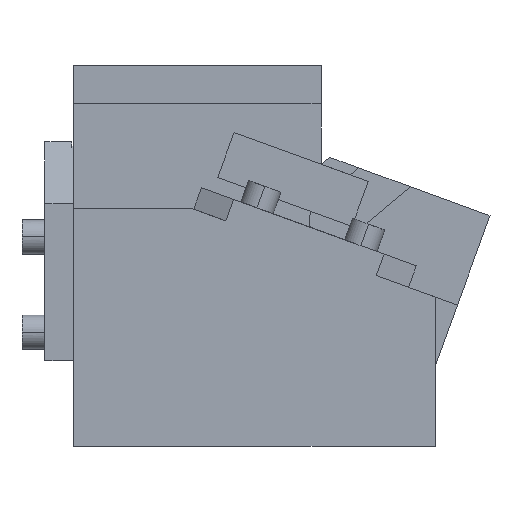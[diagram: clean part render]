
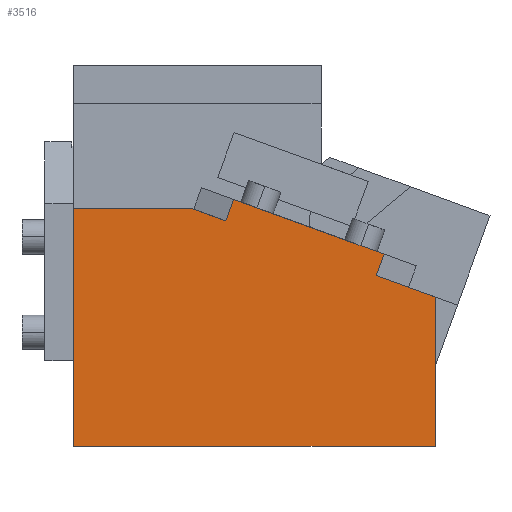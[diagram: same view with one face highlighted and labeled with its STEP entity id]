
A CAD part, front view. The second image highlights one B-rep face of the part: STEP entity #3516.
In plain terms, the highlighted planar face has unit normal (0, -1, 0).
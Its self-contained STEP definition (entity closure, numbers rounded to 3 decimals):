
#174=CARTESIAN_POINT('Vertex',(84.16,0.,129.705)) ;
#178=CARTESIAN_POINT('Control Point',(84.16,0.,129.705)) ;
#179=CARTESIAN_POINT('Control Point',(99.947,0.,123.959)) ;
#180=CARTESIAN_POINT('Control Point',(115.734,0.,118.214)) ;
#181=CARTESIAN_POINT('Control Point',(131.521,0.,112.468)) ;
#182=CARTESIAN_POINT('Control Point',(147.308,0.,106.722)) ;
#183=CARTESIAN_POINT('Control Point',(163.094,0.,100.976)) ;
#184=CARTESIAN_POINT('Vertex',(163.094,0.,100.976)) ;
#330=CARTESIAN_POINT('Control Point',(158.99,0.,89.699)) ;
#331=CARTESIAN_POINT('Control Point',(159.811,0.,91.955)) ;
#332=CARTESIAN_POINT('Control Point',(160.632,0.,94.21)) ;
#333=CARTESIAN_POINT('Control Point',(161.453,0.,96.465)) ;
#334=CARTESIAN_POINT('Control Point',(162.274,0.,98.72)) ;
#335=CARTESIAN_POINT('Control Point',(163.094,0.,100.976)) ;
#336=CARTESIAN_POINT('Vertex',(158.99,0.,89.699)) ;
#1341=CARTESIAN_POINT('Vertex',(0.,0.,125.)) ;
#1345=CARTESIAN_POINT('Control Point',(0.,0.,125.)) ;
#1346=CARTESIAN_POINT('Control Point',(12.401,0.,125.)) ;
#1347=CARTESIAN_POINT('Control Point',(24.801,0.,125.)) ;
#1348=CARTESIAN_POINT('Control Point',(37.202,0.,125.)) ;
#1349=CARTESIAN_POINT('Control Point',(49.602,0.,125.)) ;
#1350=CARTESIAN_POINT('Control Point',(62.003,0.,125.)) ;
#1351=CARTESIAN_POINT('Vertex',(62.003,0.,125.)) ;
#2321=CARTESIAN_POINT('Vertex',(0.,0.,0.)) ;
#2325=CARTESIAN_POINT('Control Point',(0.,0.,125.)) ;
#2326=CARTESIAN_POINT('Control Point',(0.,0.,100.)) ;
#2327=CARTESIAN_POINT('Control Point',(0.,0.,75.)) ;
#2328=CARTESIAN_POINT('Control Point',(0.,0.,50.)) ;
#2329=CARTESIAN_POINT('Control Point',(0.,0.,25.)) ;
#2330=CARTESIAN_POINT('Control Point',(0.,0.,0.)) ;
#3094=CARTESIAN_POINT('Vertex',(80.056,0.,118.429)) ;
#3126=CARTESIAN_POINT('Control Point',(80.056,0.,118.429)) ;
#3127=CARTESIAN_POINT('Control Point',(76.445,0.,119.743)) ;
#3128=CARTESIAN_POINT('Control Point',(72.835,0.,121.057)) ;
#3129=CARTESIAN_POINT('Control Point',(69.224,0.,122.372)) ;
#3130=CARTESIAN_POINT('Control Point',(65.613,0.,123.686)) ;
#3131=CARTESIAN_POINT('Control Point',(62.003,0.,125.)) ;
#3271=CARTESIAN_POINT('Control Point',(84.16,0.,129.705)) ;
#3272=CARTESIAN_POINT('Control Point',(83.339,0.,127.45)) ;
#3273=CARTESIAN_POINT('Control Point',(82.519,0.,125.195)) ;
#3274=CARTESIAN_POINT('Control Point',(81.698,0.,122.94)) ;
#3275=CARTESIAN_POINT('Control Point',(80.877,0.,120.684)) ;
#3276=CARTESIAN_POINT('Control Point',(80.056,0.,118.429)) ;
#3336=CARTESIAN_POINT('Line Origine',(174.495,0.,84.056)) ;
#3340=CARTESIAN_POINT('Vertex',(190.,0.,78.413)) ;
#3376=CARTESIAN_POINT('Line Origine',(190.,0.,39.206)) ;
#3380=CARTESIAN_POINT('Vertex',(190.,0.,0.)) ;
#3495=CARTESIAN_POINT('Axis2P3D Location',(0.,0.,0.)) ;
#3500=CARTESIAN_POINT('Line Origine',(95.,0.,0.)) ;
#3337=DIRECTION('Vector Direction',(0.94,0.,-0.342)) ;
#3377=DIRECTION('Vector Direction',(0.,0.,1.)) ;
#3496=DIRECTION('Axis2P3D Direction',(0.,-1.,0.)) ;
#3497=DIRECTION('Axis2P3D XDirection',(1.,0.,0.)) ;
#3501=DIRECTION('Vector Direction',(1.,0.,0.)) ;
#3498=AXIS2_PLACEMENT_3D('Plane Axis2P3D',#3495,#3496,#3497) ;
#3506=ORIENTED_EDGE('',*,*,#186,.F.) ;
#3507=ORIENTED_EDGE('',*,*,#3277,.T.) ;
#3508=ORIENTED_EDGE('',*,*,#3132,.T.) ;
#3509=ORIENTED_EDGE('',*,*,#1353,.F.) ;
#3510=ORIENTED_EDGE('',*,*,#2331,.T.) ;
#3511=ORIENTED_EDGE('',*,*,#3504,.T.) ;
#3512=ORIENTED_EDGE('',*,*,#3382,.T.) ;
#3513=ORIENTED_EDGE('',*,*,#3342,.F.) ;
#3514=ORIENTED_EDGE('',*,*,#338,.T.) ;
#3338=VECTOR('Line Direction',#3337,1.) ;
#3378=VECTOR('Line Direction',#3377,1.) ;
#3502=VECTOR('Line Direction',#3501,1.) ;
#3516=ADVANCED_FACE('CAM HOLDER',(#3515),#3499,.T.) ;
#177=B_SPLINE_CURVE_WITH_KNOTS('',5,(#178,#179,#180,#181,#182,#183),.UNSPECIFIED.,.F.,.U.,(6,6),(0.,84.),.UNSPECIFIED.) ;
#329=B_SPLINE_CURVE_WITH_KNOTS('',5,(#330,#331,#332,#333,#334,#335),.UNSPECIFIED.,.F.,.U.,(6,6),(0.,12.),.UNSPECIFIED.) ;
#1344=B_SPLINE_CURVE_WITH_KNOTS('',5,(#1345,#1346,#1347,#1348,#1349,#1350),.UNSPECIFIED.,.F.,.U.,(6,6),(0.,62.003),.UNSPECIFIED.) ;
#2324=B_SPLINE_CURVE_WITH_KNOTS('',5,(#2325,#2326,#2327,#2328,#2329,#2330),.UNSPECIFIED.,.F.,.U.,(6,6),(0.,125.),.UNSPECIFIED.) ;
#3125=B_SPLINE_CURVE_WITH_KNOTS('',5,(#3126,#3127,#3128,#3129,#3130,#3131),.UNSPECIFIED.,.F.,.U.,(6,6),(0.,19.212),.UNSPECIFIED.) ;
#3270=B_SPLINE_CURVE_WITH_KNOTS('',5,(#3271,#3272,#3273,#3274,#3275,#3276),.UNSPECIFIED.,.F.,.U.,(6,6),(0.,12.),.UNSPECIFIED.) ;
#186=EDGE_CURVE('',#175,#185,#177,.T.) ;
#338=EDGE_CURVE('',#337,#185,#329,.T.) ;
#1353=EDGE_CURVE('',#1342,#1352,#1344,.T.) ;
#2331=EDGE_CURVE('',#1342,#2322,#2324,.T.) ;
#3132=EDGE_CURVE('',#3095,#1352,#3125,.T.) ;
#3277=EDGE_CURVE('',#175,#3095,#3270,.T.) ;
#3342=EDGE_CURVE('',#337,#3341,#3339,.T.) ;
#3382=EDGE_CURVE('',#3381,#3341,#3379,.T.) ;
#3504=EDGE_CURVE('',#2322,#3381,#3503,.T.) ;
#3505=EDGE_LOOP('',(#3506,#3507,#3508,#3509,#3510,#3511,#3512,#3513,#3514)) ;
#3515=FACE_OUTER_BOUND('',#3505,.T.) ;
#3339=LINE('Line',#3336,#3338) ;
#3379=LINE('Line',#3376,#3378) ;
#3503=LINE('Line',#3500,#3502) ;
#3499=PLANE('Plane',#3498) ;
#175=VERTEX_POINT('',#174) ;
#185=VERTEX_POINT('',#184) ;
#337=VERTEX_POINT('',#336) ;
#1342=VERTEX_POINT('',#1341) ;
#1352=VERTEX_POINT('',#1351) ;
#2322=VERTEX_POINT('',#2321) ;
#3095=VERTEX_POINT('',#3094) ;
#3341=VERTEX_POINT('',#3340) ;
#3381=VERTEX_POINT('',#3380) ;
